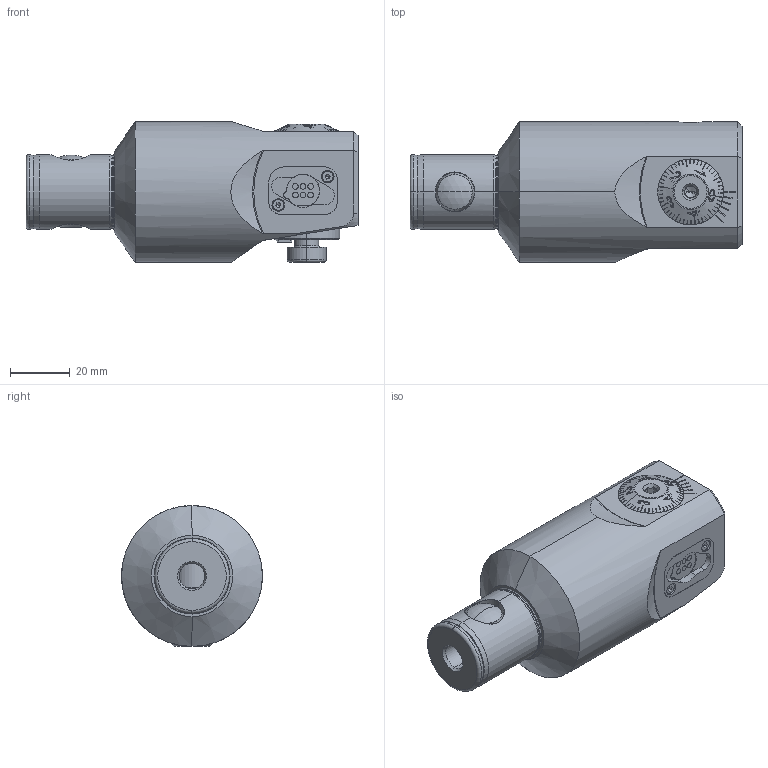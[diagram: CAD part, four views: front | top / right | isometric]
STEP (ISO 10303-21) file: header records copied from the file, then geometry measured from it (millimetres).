
FILE_DESCRIPTION (( 'STEP AP214' ), '1' );
FILE_NAME ('MD4.F42.DA4.080.STEP', '2022-12-20T10:29:57', ( '' ), ( '' ), 'SwSTEP 2.0', 'SolidWorks 2017', '' );
FILE_SCHEMA (( 'AUTOMOTIVE_DESIGN' ));
Length unit declared in the file: millimetre
Products named in the file (25): A42-BG1.012.006_B; WCA-ER2.001.007_A; A42-BG2.011.014_C; F42-BG1.DA4.022; MD4-F42.DA3.080_A; A42-BG3.011.030_D; Fxx-BG7.DA1.0xx_B_F42; MD4-BG1.013.024; MD4-ER2.013.016_A; DIN 3771 - 19x1.5; MD4-ER3.008.004_A; A42-BG2.012.005_A; DIN 7984 - M8 x 12; ISO 4026 - M8 x 8_f〉.step; PEF-DA3.010.032_A_F42; F42-BG2.014.014_A; MD4-ER1.013.023_A; DIN 3771 - 13x1; DIN 3771 - 11x1; A42-BG2.013.005_B; Klebstoff D8; ISO 4762 - M2 x 4; MD4.F42.DA4.080; F42-BG1.DA3.022_A; Fxx-MAB.xxx.xxx_A_F42
Assembly tree (26 placements, depth 3):
  MD4.F42.DA4.080
    MD4-F42.DA3.080_A
    F42-BG1.DA4.022
      F42-BG1.DA3.022_A
      A42-BG2.011.014_C
      A42-BG2.012.005_A
      A42-BG2.013.005_B
      F42-BG2.014.014_A
      A42-BG1.012.006_B
      DIN 3771 - 19x1.5
      Fxx-MAB.xxx.xxx_A_F42
    DIN 3771 - 13x1
    WCA-ER2.001.007_A
    Klebstoff D8
    A42-BG3.011.030_D
    DIN 7984 - M8 x 12
    Fxx-BG7.DA1.0xx_B_F42
    PEF-DA3.010.032_A_F42
    ISO 4762 - M2 x 4  x2
    ISO 4026 - M8 x 8_f〉.step
    MD4-ER3.008.004_A
    MD4-BG1.013.024
      MD4-ER2.013.016_A
      MD4-ER1.013.023_A
      DIN 3771 - 11x1  x2
Bounding box: 110.82 x 47 x 47 mm (x, y, z)
Volume: 132352.2 mm3; surface area: 36734.1 mm2
Topology: 36 solids, 36 shells, 1096 faces, 2704 edges, 1688 vertices
Faces by surface type: plane 489, cylinder 239, cone 223, torus 102, bspline 39, sphere 4
Entity records: 44697 total; most frequent: CARTESIAN_POINT 14309, ORIENTED_EDGE 5228, DIRECTION 5000, EDGE_CURVE 2614, AXIS2_PLACEMENT_3D 1926, VERTEX_POINT 1651, EDGE_LOOP 1149, LINE 1148
